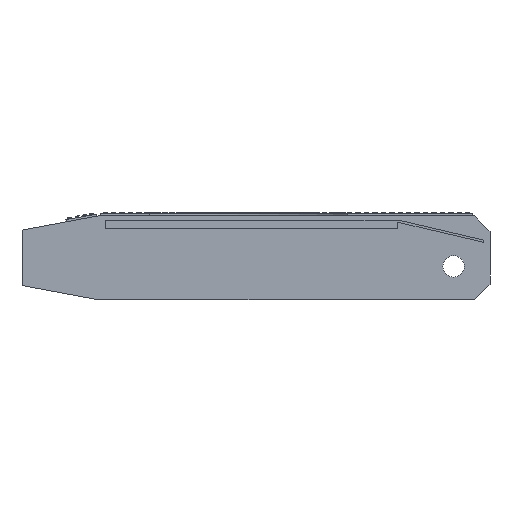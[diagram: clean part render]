
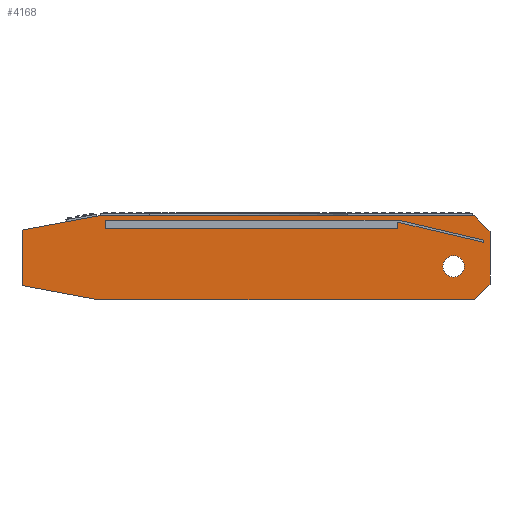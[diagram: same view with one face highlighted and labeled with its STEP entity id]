
A CAD part, front view. The second image highlights one B-rep face of the part: STEP entity #4168.
In plain terms, the highlighted planar face has unit normal (0, -1, 0).
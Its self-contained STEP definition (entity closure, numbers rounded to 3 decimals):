
#4019=CARTESIAN_POINT('',(0.,36.,0.));
#4020=DIRECTION('',(0.,1.,0.));
#4021=DIRECTION('',(-1.,0.,0.));
#4022=AXIS2_PLACEMENT_3D('',#4019,#4020,#4021);
#4023=PLANE('',#4022);
#4024=CARTESIAN_POINT('',(87.42,36.,-4.));
#4025=VERTEX_POINT('',#4024);
#4026=CARTESIAN_POINT('',(92.42,36.,1.));
#4027=VERTEX_POINT('',#4026);
#4028=CARTESIAN_POINT('',(92.42,36.,-4.));
#4029=DIRECTION('',(0.,1.,0.));
#4030=DIRECTION('',(-1.,0.,0.));
#4031=AXIS2_PLACEMENT_3D('',#4028,#4029,#4030);
#4032=CIRCLE('',#4031,5.);
#4033=EDGE_CURVE('',#4025,#4027,#4032,.T.);
#4034=ORIENTED_EDGE('',*,*,#4033,.T.);
#4035=CARTESIAN_POINT('',(92.42,36.,-4.));
#4036=DIRECTION('',(0.,1.,0.));
#4037=DIRECTION('',(-1.,0.,0.));
#4038=AXIS2_PLACEMENT_3D('',#4035,#4036,#4037);
#4039=CIRCLE('',#4038,5.);
#4040=EDGE_CURVE('',#4027,#4025,#4039,.T.);
#4041=ORIENTED_EDGE('',*,*,#4040,.T.);
#4042=EDGE_LOOP('',(#4034,#4041));
#4043=FACE_BOUND('',#4042,.T.);
#4044=CARTESIAN_POINT('',(109.42,36.,12.284));
#4045=VERTEX_POINT('',#4044);
#4046=CARTESIAN_POINT('',(109.42,36.,-12.284));
#4047=VERTEX_POINT('',#4046);
#4048=CARTESIAN_POINT('',(109.42,36.,12.284));
#4049=DIRECTION('',(0.,0.,-1.));
#4050=VECTOR('',#4049,24.569);
#4051=LINE('',#4048,#4050);
#4052=EDGE_CURVE('',#4045,#4047,#4051,.T.);
#4053=ORIENTED_EDGE('',*,*,#4052,.F.);
#4054=CARTESIAN_POINT('',(102.067,36.,19.638));
#4055=VERTEX_POINT('',#4054);
#4056=CARTESIAN_POINT('',(102.067,36.,19.638));
#4057=DIRECTION('',(0.707,0.,-0.707));
#4058=VECTOR('',#4057,10.399);
#4059=LINE('',#4056,#4058);
#4060=EDGE_CURVE('',#4055,#4045,#4059,.T.);
#4061=ORIENTED_EDGE('',*,*,#4060,.F.);
#4062=CARTESIAN_POINT('',(-73.5,36.,19.638));
#4063=VERTEX_POINT('',#4062);
#4064=CARTESIAN_POINT('',(-73.5,36.,19.638));
#4065=DIRECTION('',(1.,0.,0.));
#4066=VECTOR('',#4065,175.567);
#4067=LINE('',#4064,#4066);
#4068=EDGE_CURVE('',#4063,#4055,#4067,.T.);
#4069=ORIENTED_EDGE('',*,*,#4068,.F.);
#4070=CARTESIAN_POINT('',(-109.42,36.,13.));
#4071=VERTEX_POINT('',#4070);
#4072=CARTESIAN_POINT('',(-109.42,36.,13.));
#4073=DIRECTION('',(0.983,0.,0.182));
#4074=VECTOR('',#4073,36.528);
#4075=LINE('',#4072,#4074);
#4076=EDGE_CURVE('',#4071,#4063,#4075,.T.);
#4077=ORIENTED_EDGE('',*,*,#4076,.F.);
#4078=CARTESIAN_POINT('',(-109.42,36.,-13.));
#4079=VERTEX_POINT('',#4078);
#4080=CARTESIAN_POINT('',(-109.42,36.,-13.));
#4081=DIRECTION('',(0.,0.,1.));
#4082=VECTOR('',#4081,26.);
#4083=LINE('',#4080,#4082);
#4084=EDGE_CURVE('',#4079,#4071,#4083,.T.);
#4085=ORIENTED_EDGE('',*,*,#4084,.F.);
#4086=CARTESIAN_POINT('',(-73.5,36.,-19.638));
#4087=VERTEX_POINT('',#4086);
#4088=CARTESIAN_POINT('',(-109.42,36.,-13.));
#4089=DIRECTION('',(0.983,0.,-0.182));
#4090=VECTOR('',#4089,36.528);
#4091=LINE('',#4088,#4090);
#4092=EDGE_CURVE('',#4079,#4087,#4091,.T.);
#4093=ORIENTED_EDGE('',*,*,#4092,.T.);
#4094=CARTESIAN_POINT('',(102.067,36.,-19.638));
#4095=VERTEX_POINT('',#4094);
#4096=CARTESIAN_POINT('',(-73.5,36.,-19.638));
#4097=DIRECTION('',(1.,0.,0.));
#4098=VECTOR('',#4097,175.567);
#4099=LINE('',#4096,#4098);
#4100=EDGE_CURVE('',#4087,#4095,#4099,.T.);
#4101=ORIENTED_EDGE('',*,*,#4100,.T.);
#4102=CARTESIAN_POINT('',(102.067,36.,-19.638));
#4103=DIRECTION('',(0.707,0.,0.707));
#4104=VECTOR('',#4103,10.399);
#4105=LINE('',#4102,#4104);
#4106=EDGE_CURVE('',#4095,#4047,#4105,.T.);
#4107=ORIENTED_EDGE('',*,*,#4106,.T.);
#4108=EDGE_LOOP('',(#4053,#4061,#4069,#4077,#4085,#4093,#4101,#4107));
#4109=FACE_BOUND('',#4108,.T.);
#4110=CARTESIAN_POINT('',(-70.5,36.,13.638));
#4111=VERTEX_POINT('',#4110);
#4112=CARTESIAN_POINT('',(-70.5,36.,17.638));
#4113=VERTEX_POINT('',#4112);
#4114=CARTESIAN_POINT('',(-70.5,36.,13.638));
#4115=DIRECTION('',(-0.,0.,1.));
#4116=VECTOR('',#4115,4.);
#4117=LINE('',#4114,#4116);
#4118=EDGE_CURVE('',#4111,#4113,#4117,.T.);
#4119=ORIENTED_EDGE('',*,*,#4118,.T.);
#4120=CARTESIAN_POINT('',(66.447,36.,17.638));
#4121=VERTEX_POINT('',#4120);
#4122=CARTESIAN_POINT('',(-70.5,36.,17.638));
#4123=DIRECTION('',(1.,0.,0.));
#4124=VECTOR('',#4123,136.947);
#4125=LINE('',#4122,#4124);
#4126=EDGE_CURVE('',#4113,#4121,#4125,.T.);
#4127=ORIENTED_EDGE('',*,*,#4126,.T.);
#4128=CARTESIAN_POINT('',(106.42,36.,8.292));
#4129=VERTEX_POINT('',#4128);
#4130=CARTESIAN_POINT('',(66.447,36.,17.638));
#4131=DIRECTION('',(0.974,0.,-0.228));
#4132=VECTOR('',#4131,41.051);
#4133=LINE('',#4130,#4132);
#4134=EDGE_CURVE('',#4121,#4129,#4133,.T.);
#4135=ORIENTED_EDGE('',*,*,#4134,.T.);
#4136=CARTESIAN_POINT('',(106.42,36.,7.265));
#4137=VERTEX_POINT('',#4136);
#4138=CARTESIAN_POINT('',(106.42,36.,8.292));
#4139=DIRECTION('',(0.,0.,-1.));
#4140=VECTOR('',#4139,1.027);
#4141=LINE('',#4138,#4140);
#4142=EDGE_CURVE('',#4129,#4137,#4141,.T.);
#4143=ORIENTED_EDGE('',*,*,#4142,.T.);
#4144=CARTESIAN_POINT('',(66.331,36.,16.638));
#4145=VERTEX_POINT('',#4144);
#4146=CARTESIAN_POINT('',(106.42,36.,7.265));
#4147=DIRECTION('',(-0.974,0.,0.228));
#4148=VECTOR('',#4147,41.17);
#4149=LINE('',#4146,#4148);
#4150=EDGE_CURVE('',#4137,#4145,#4149,.T.);
#4151=ORIENTED_EDGE('',*,*,#4150,.T.);
#4152=CARTESIAN_POINT('',(66.331,36.,13.638));
#4153=VERTEX_POINT('',#4152);
#4154=CARTESIAN_POINT('',(66.331,36.,13.638));
#4155=DIRECTION('',(-0.,0.,1.));
#4156=VECTOR('',#4155,3.);
#4157=LINE('',#4154,#4156);
#4158=EDGE_CURVE('',#4153,#4145,#4157,.T.);
#4159=ORIENTED_EDGE('',*,*,#4158,.F.);
#4160=CARTESIAN_POINT('',(66.331,36.,13.638));
#4161=DIRECTION('',(-1.,0.,-0.));
#4162=VECTOR('',#4161,136.831);
#4163=LINE('',#4160,#4162);
#4164=EDGE_CURVE('',#4153,#4111,#4163,.T.);
#4165=ORIENTED_EDGE('',*,*,#4164,.T.);
#4166=EDGE_LOOP('',(#4119,#4127,#4135,#4143,#4151,#4159,#4165));
#4167=FACE_BOUND('',#4166,.T.);
#4168=ADVANCED_FACE('',(#4043,#4109,#4167),#4023,.F.);
